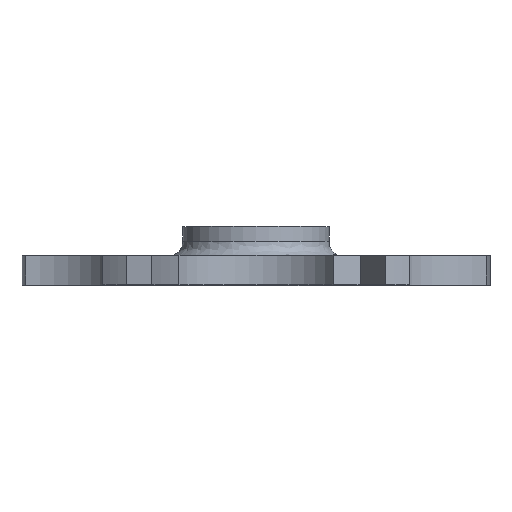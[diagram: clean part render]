
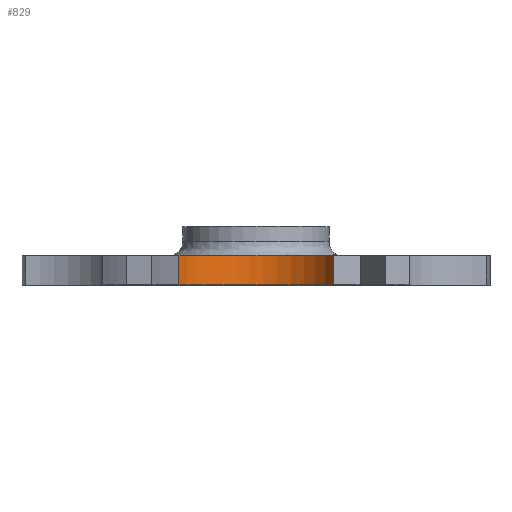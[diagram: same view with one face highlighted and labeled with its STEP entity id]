
A CAD part, top view. The second image highlights one B-rep face of the part: STEP entity #829.
In plain terms, the highlighted cylindrical face has radius 38.1 mm (diameter 76.2 mm), a partial arc.
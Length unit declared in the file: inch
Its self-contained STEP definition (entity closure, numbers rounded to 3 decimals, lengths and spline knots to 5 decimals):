
#24=CYLINDRICAL_SURFACE('',#927,1.5);
#76=CIRCLE('',#919,1.5);
#81=CIRCLE('',#928,1.5);
#114=FACE_OUTER_BOUND('',#161,.T.);
#161=EDGE_LOOP('',(#628,#629,#630,#631));
#223=LINE('',#1584,#294);
#224=LINE('',#1588,#295);
#294=VECTOR('',#1096,0.3937);
#295=VECTOR('',#1101,0.3937);
#382=VERTEX_POINT('',#1562);
#383=VERTEX_POINT('',#1564);
#389=VERTEX_POINT('',#1582);
#390=VERTEX_POINT('',#1586);
#472=EDGE_CURVE('',#382,#383,#76,.T.);
#482=EDGE_CURVE('',#389,#383,#223,.T.);
#483=EDGE_CURVE('',#390,#389,#81,.T.);
#484=EDGE_CURVE('',#390,#382,#224,.T.);
#628=ORIENTED_EDGE('',*,*,#483,.T.);
#629=ORIENTED_EDGE('',*,*,#482,.T.);
#630=ORIENTED_EDGE('',*,*,#472,.F.);
#631=ORIENTED_EDGE('',*,*,#484,.F.);
#829=ADVANCED_FACE('',(#114),#24,.F.);
#919=AXIS2_PLACEMENT_3D('',#1565,#1075,#1076);
#927=AXIS2_PLACEMENT_3D('',#1585,#1097,#1098);
#928=AXIS2_PLACEMENT_3D('',#1587,#1099,#1100);
#1075=DIRECTION('center_axis',(0.,-1.,0.));
#1076=DIRECTION('ref_axis',(1.,0.,0.));
#1096=DIRECTION('',(0.,1.,0.));
#1097=DIRECTION('center_axis',(0.,1.,0.));
#1098=DIRECTION('ref_axis',(1.,0.,0.));
#1099=DIRECTION('center_axis',(0.,-1.,0.));
#1100=DIRECTION('ref_axis',(1.,0.,0.));
#1101=DIRECTION('',(0.,1.,0.));
#1562=CARTESIAN_POINT('',(-1.31468,0.5,3.77778));
#1564=CARTESIAN_POINT('',(1.31468,0.5,3.77778));
#1565=CARTESIAN_POINT('Origin',(0.,0.5,4.5));
#1582=CARTESIAN_POINT('',(1.31468,0.,3.77778));
#1584=CARTESIAN_POINT('',(1.31468,0.,3.77778));
#1585=CARTESIAN_POINT('Origin',(0.,0.,4.5));
#1586=CARTESIAN_POINT('',(-1.31468,0.,3.77778));
#1587=CARTESIAN_POINT('Origin',(0.,0.,4.5));
#1588=CARTESIAN_POINT('',(-1.31468,0.,3.77778));
